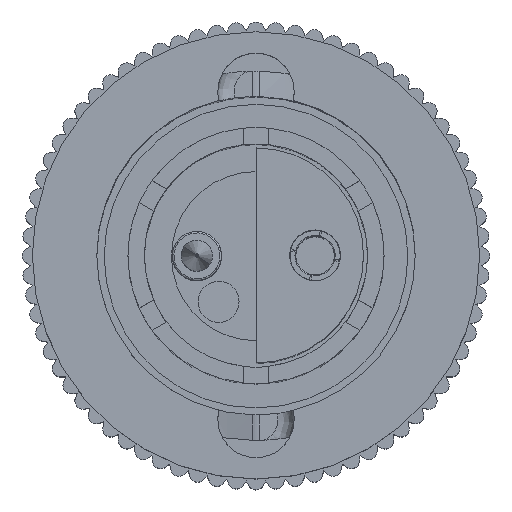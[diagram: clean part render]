
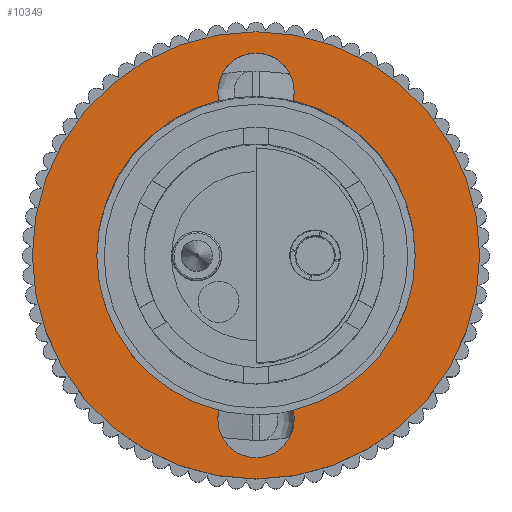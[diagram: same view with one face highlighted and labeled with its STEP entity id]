
A CAD part, top view. The second image highlights one B-rep face of the part: STEP entity #10349.
In plain terms, the highlighted planar face has unit normal (0, 0, 1).
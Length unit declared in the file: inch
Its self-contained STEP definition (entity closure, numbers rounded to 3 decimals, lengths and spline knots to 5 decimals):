
#4294 = DIRECTION ( 'NONE',  ( 1., 0., 0. ) ) ;
#4295 = DIRECTION ( 'NONE',  ( 0., 0., 1. ) ) ;
#4296 = CARTESIAN_POINT ( 'NONE',  ( 0.2725, 0., 0. ) ) ;
#4297 = AXIS2_PLACEMENT_3D ( 'NONE', #4296, #4295, #4294 ) ;
#4298 = PLANE ( 'NONE',  #4297 ) ;
#4299 = FACE_OUTER_BOUND ( 'NONE', #16115, .T. ) ;
#4300 = FACE_BOUND ( 'NONE', #10417, .T. ) ;
#4587 = DIRECTION ( 'NONE',  ( -1., 0., 0. ) ) ;
#4588 = DIRECTION ( 'NONE',  ( 0., 0., 1. ) ) ;
#4589 = CARTESIAN_POINT ( 'NONE',  ( 0., 0.2, 0. ) ) ;
#4590 = AXIS2_PLACEMENT_3D ( 'NONE', #4589, #4588, #4587 ) ;
#4591 = CIRCLE ( 'NONE', #4590, 0.0465 ) ;
#6968 = CARTESIAN_POINT ( 'NONE',  ( 0.2725, 0., 0. ) ) ;
#7024 = CARTESIAN_POINT ( 'NONE',  ( -0.2725, 0., 0. ) ) ;
#7125 = DIRECTION ( 'NONE',  ( 1., 0., 0. ) ) ;
#7127 = DIRECTION ( 'NONE',  ( 0., 0., 1. ) ) ;
#7128 = CARTESIAN_POINT ( 'NONE',  ( 0., 0., 0. ) ) ;
#7130 = AXIS2_PLACEMENT_3D ( 'NONE', #7128, #7127, #7125 ) ;
#7132 = CIRCLE ( 'NONE', #7130, 0.2725 ) ;
#8713 = AXIS2_PLACEMENT_3D ( 'NONE', #8725, #8812, #8809 ) ;
#8715 = CIRCLE ( 'NONE', #8713, 0.194 ) ;
#8725 = CARTESIAN_POINT ( 'NONE',  ( 0., 0., 0. ) ) ;
#8731 = DIRECTION ( 'NONE',  ( 1., 0., 0. ) ) ;
#8732 = DIRECTION ( 'NONE',  ( 0., 0., 1. ) ) ;
#8733 = CARTESIAN_POINT ( 'NONE',  ( 0., 0., 0. ) ) ;
#8734 = AXIS2_PLACEMENT_3D ( 'NONE', #8733, #8732, #8731 ) ;
#8735 = CIRCLE ( 'NONE', #8734, 0.2725 ) ;
#8752 = DIRECTION ( 'NONE',  ( 1., 0., 0. ) ) ;
#8753 = DIRECTION ( 'NONE',  ( 0., 0., 1. ) ) ;
#8755 = CARTESIAN_POINT ( 'NONE',  ( 0., -0.2, 0. ) ) ;
#8756 = AXIS2_PLACEMENT_3D ( 'NONE', #8755, #8753, #8752 ) ;
#8757 = CIRCLE ( 'NONE', #8756, 0.0465 ) ;
#8809 = DIRECTION ( 'NONE',  ( 1., 0., 0. ) ) ;
#8812 = DIRECTION ( 'NONE',  ( 0., 0., 1. ) ) ;
#9311 = CARTESIAN_POINT ( 'NONE',  ( -0.0465, 0.2, 0. ) ) ;
#9336 = DIRECTION ( 'NONE',  ( 1., 0., 0. ) ) ;
#9339 = DIRECTION ( 'NONE',  ( 0., 0., 1. ) ) ;
#9340 = CARTESIAN_POINT ( 'NONE',  ( 0., 0., 0. ) ) ;
#9341 = AXIS2_PLACEMENT_3D ( 'NONE', #9340, #9339, #9336 ) ;
#9342 = CIRCLE ( 'NONE', #9341, 0.194 ) ;
#9374 = CARTESIAN_POINT ( 'NONE',  ( 0.0451, 0.18868, 0. ) ) ;
#10349 = ADVANCED_FACE ( 'NONE', ( #4300, #4299 ), #4298, .T. ) ;
#10417 = EDGE_LOOP ( 'NONE', ( #16128, #12834, #12836, #12886, #12841, #12842, #11858, #11525, #16109, #16111 ) ) ;
#10636 = CARTESIAN_POINT ( 'NONE',  ( -0.194, 0., 0. ) ) ;
#10693 = DIRECTION ( 'NONE',  ( 1., 0., 0. ) ) ;
#10695 = DIRECTION ( 'NONE',  ( 0., 0., 1. ) ) ;
#10696 = CARTESIAN_POINT ( 'NONE',  ( 0., 0., 0. ) ) ;
#10697 = AXIS2_PLACEMENT_3D ( 'NONE', #10696, #10695, #10693 ) ;
#10699 = CIRCLE ( 'NONE', #10697, 0.194 ) ;
#10714 = CARTESIAN_POINT ( 'NONE',  ( -0.0451, -0.18868, 0. ) ) ;
#10941 = DIRECTION ( 'NONE',  ( 1., 0., 0. ) ) ;
#10943 = DIRECTION ( 'NONE',  ( 0., 0., 1. ) ) ;
#10945 = CARTESIAN_POINT ( 'NONE',  ( 0., 0., 0. ) ) ;
#10947 = AXIS2_PLACEMENT_3D ( 'NONE', #10945, #10943, #10941 ) ;
#10949 = CIRCLE ( 'NONE', #10947, 0.194 ) ;
#11060 = CARTESIAN_POINT ( 'NONE',  ( 0.0451, -0.18868, 0. ) ) ;
#11202 = DIRECTION ( 'NONE',  ( -1., 0., 0. ) ) ;
#11203 = DIRECTION ( 'NONE',  ( 0., 0., 1. ) ) ;
#11204 = CARTESIAN_POINT ( 'NONE',  ( 0., 0.2, 0. ) ) ;
#11205 = AXIS2_PLACEMENT_3D ( 'NONE', #11204, #11203, #11202 ) ;
#11206 = CIRCLE ( 'NONE', #11205, 0.0465 ) ;
#11207 = CARTESIAN_POINT ( 'NONE',  ( -0.0451, 0.18868, 0. ) ) ;
#11378 = CARTESIAN_POINT ( 'NONE',  ( 0.194, 0., 0. ) ) ;
#11379 = DIRECTION ( 'NONE',  ( 1., 0., 0. ) ) ;
#11380 = DIRECTION ( 'NONE',  ( 0., 0., 1. ) ) ;
#11381 = CARTESIAN_POINT ( 'NONE',  ( 0., -0.2, 0. ) ) ;
#11382 = AXIS2_PLACEMENT_3D ( 'NONE', #11381, #11380, #11379 ) ;
#11383 = CIRCLE ( 'NONE', #11382, 0.0465 ) ;
#11472 = CARTESIAN_POINT ( 'NONE',  ( 0.0465, -0.2, 0. ) ) ;
#11503 = DIRECTION ( 'NONE',  ( 1., 0., 0. ) ) ;
#11504 = DIRECTION ( 'NONE',  ( 0., 0., 1. ) ) ;
#11505 = CARTESIAN_POINT ( 'NONE',  ( 0., -0.2, 0. ) ) ;
#11506 = AXIS2_PLACEMENT_3D ( 'NONE', #11505, #11504, #11503 ) ;
#11507 = CIRCLE ( 'NONE', #11506, 0.0465 ) ;
#11512 = CARTESIAN_POINT ( 'NONE',  ( 0.0465, 0.2, 0. ) ) ;
#11519 = CARTESIAN_POINT ( 'NONE',  ( -0.0465, -0.2, 0. ) ) ;
#11525 = ORIENTED_EDGE ( 'NONE', *, *, #14898, .F. ) ;
#11560 = DIRECTION ( 'NONE',  ( -1., 0., 0. ) ) ;
#11561 = DIRECTION ( 'NONE',  ( 0., 0., 1. ) ) ;
#11562 = CARTESIAN_POINT ( 'NONE',  ( 0., 0.2, 0. ) ) ;
#11563 = AXIS2_PLACEMENT_3D ( 'NONE', #11562, #11561, #11560 ) ;
#11564 = CIRCLE ( 'NONE', #11563, 0.0465 ) ;
#11858 = ORIENTED_EDGE ( 'NONE', *, *, #14822, .F. ) ;
#12834 = ORIENTED_EDGE ( 'NONE', *, *, #14780, .F. ) ;
#12836 = ORIENTED_EDGE ( 'NONE', *, *, #14904, .F. ) ;
#12841 = ORIENTED_EDGE ( 'NONE', *, *, #14258, .F. ) ;
#12842 = ORIENTED_EDGE ( 'NONE', *, *, #14706, .F. ) ;
#12881 = EDGE_CURVE ( 'NONE', #14280, #14896, #4591, .T. ) ;
#12886 = ORIENTED_EDGE ( 'NONE', *, *, #12881, .F. ) ;
#14258 = EDGE_CURVE ( 'NONE', #14823, #14280, #9342, .T. ) ;
#14270 = VERTEX_POINT ( 'NONE', #9311 ) ;
#14280 = VERTEX_POINT ( 'NONE', #9374 ) ;
#14638 = VERTEX_POINT ( 'NONE', #10636 ) ;
#14646 = VERTEX_POINT ( 'NONE', #10714 ) ;
#14650 = EDGE_CURVE ( 'NONE', #14638, #14646, #10699, .T. ) ;
#14706 = EDGE_CURVE ( 'NONE', #14712, #14823, #10949, .T. ) ;
#14712 = VERTEX_POINT ( 'NONE', #11060 ) ;
#14778 = VERTEX_POINT ( 'NONE', #11207 ) ;
#14780 = EDGE_CURVE ( 'NONE', #14270, #14778, #11206, .T. ) ;
#14822 = EDGE_CURVE ( 'NONE', #14880, #14712, #11383, .T. ) ;
#14823 = VERTEX_POINT ( 'NONE', #11378 ) ;
#14880 = VERTEX_POINT ( 'NONE', #11472 ) ;
#14892 = VERTEX_POINT ( 'NONE', #11519 ) ;
#14896 = VERTEX_POINT ( 'NONE', #11512 ) ;
#14898 = EDGE_CURVE ( 'NONE', #14892, #14880, #11507, .T. ) ;
#14904 = EDGE_CURVE ( 'NONE', #14896, #14270, #11564, .T. ) ;
#15746 = VERTEX_POINT ( 'NONE', #6968 ) ;
#15759 = VERTEX_POINT ( 'NONE', #7024 ) ;
#15765 = EDGE_CURVE ( 'NONE', #15746, #15759, #7132, .T. ) ;
#16109 = ORIENTED_EDGE ( 'NONE', *, *, #16110, .F. ) ;
#16110 = EDGE_CURVE ( 'NONE', #14646, #14892, #8757, .T. ) ;
#16111 = ORIENTED_EDGE ( 'NONE', *, *, #14650, .F. ) ;
#16115 = EDGE_LOOP ( 'NONE', ( #16116, #16117 ) ) ;
#16116 = ORIENTED_EDGE ( 'NONE', *, *, #15765, .T. ) ;
#16117 = ORIENTED_EDGE ( 'NONE', *, *, #16119, .T. ) ;
#16119 = EDGE_CURVE ( 'NONE', #15759, #15746, #8735, .T. ) ;
#16124 = EDGE_CURVE ( 'NONE', #14778, #14638, #8715, .T. ) ;
#16128 = ORIENTED_EDGE ( 'NONE', *, *, #16124, .F. ) ;
